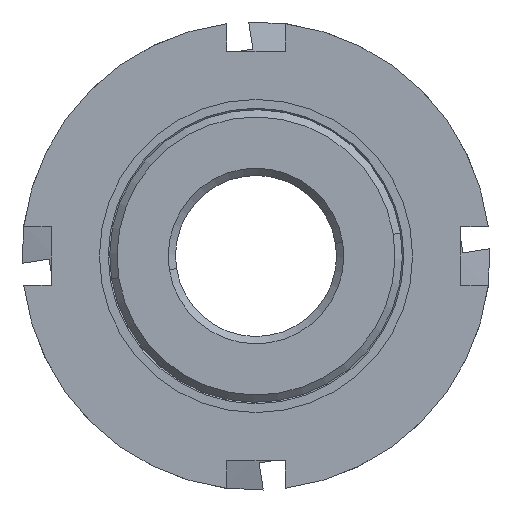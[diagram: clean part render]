
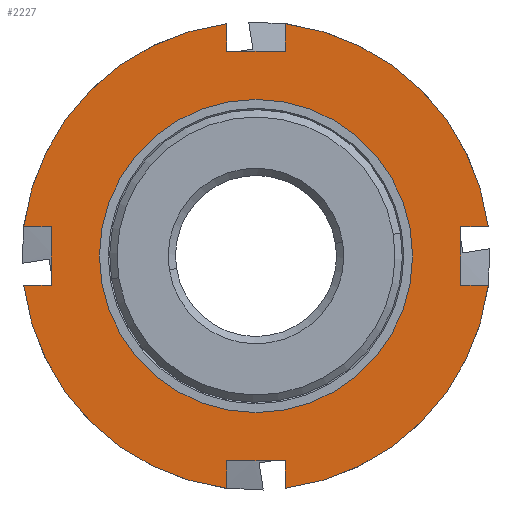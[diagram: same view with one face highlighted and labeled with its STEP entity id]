
A CAD part, front view. The second image highlights one B-rep face of the part: STEP entity #2227.
In plain terms, the highlighted planar face has unit normal (0, -1, 0).
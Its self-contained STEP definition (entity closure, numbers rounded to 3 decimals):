
#2 = CARTESIAN_POINT ( 'NONE',  ( 0., -10.269, 0. ) ) ;
#10 = CARTESIAN_POINT ( 'NONE',  ( 10.7, -10.269, -2. ) ) ;
#27 = LINE ( 'NONE', #1580, #1939 ) ;
#30 = EDGE_CURVE ( 'NONE', #536, #958, #690, .T. ) ;
#53 = VECTOR ( 'NONE', #593, 1000. ) ;
#100 = ORIENTED_EDGE ( 'NONE', *, *, #240, .T. ) ;
#132 = AXIS2_PLACEMENT_3D ( 'NONE', #2, #1571, #230 ) ;
#153 = DIRECTION ( 'NONE',  ( -1., 0., 0. ) ) ;
#155 = LINE ( 'NONE', #601, #581 ) ;
#156 = LINE ( 'NONE', #1273, #53 ) ;
#183 = CARTESIAN_POINT ( 'NONE',  ( -14., -10.269, 2. ) ) ;
#198 = LINE ( 'NONE', #2623, #1903 ) ;
#207 = EDGE_CURVE ( 'NONE', #1435, #753, #1873, .T. ) ;
#217 = CARTESIAN_POINT ( 'NONE',  ( -14., -10.269, 0. ) ) ;
#230 = DIRECTION ( 'NONE',  ( -1., 0., 0. ) ) ;
#240 = EDGE_CURVE ( 'NONE', #2195, #1127, #155, .T. ) ;
#277 = ORIENTED_EDGE ( 'NONE', *, *, #1202, .F. ) ;
#286 = DIRECTION ( 'NONE',  ( 0., 1., 0. ) ) ;
#306 = CARTESIAN_POINT ( 'NONE',  ( 10.7, -10.269, 0. ) ) ;
#307 = ORIENTED_EDGE ( 'NONE', *, *, #2357, .F. ) ;
#327 = DIRECTION ( 'NONE',  ( -1., 0., 0. ) ) ;
#344 = LINE ( 'NONE', #2401, #1630 ) ;
#434 = ORIENTED_EDGE ( 'NONE', *, *, #1869, .F. ) ;
#453 = VERTEX_POINT ( 'NONE', #1907 ) ;
#480 = FACE_OUTER_BOUND ( 'NONE', #1760, .T. ) ;
#488 = PLANE ( 'NONE',  #2657 ) ;
#501 = ORIENTED_EDGE ( 'NONE', *, *, #2307, .F. ) ;
#519 = ORIENTED_EDGE ( 'NONE', *, *, #2706, .T. ) ;
#536 = VERTEX_POINT ( 'NONE', #1302 ) ;
#549 = AXIS2_PLACEMENT_3D ( 'NONE', #2166, #1692, #153 ) ;
#568 = CARTESIAN_POINT ( 'NONE',  ( 14., -10.269, -2. ) ) ;
#576 = EDGE_CURVE ( 'NONE', #888, #788, #198, .T. ) ;
#581 = VECTOR ( 'NONE', #2602, 1000. ) ;
#582 = VECTOR ( 'NONE', #1160, 1000. ) ;
#590 = ORIENTED_EDGE ( 'NONE', *, *, #1901, .F. ) ;
#593 = DIRECTION ( 'NONE',  ( 0., 0., 1. ) ) ;
#601 = CARTESIAN_POINT ( 'NONE',  ( 10.7, -10.269, 2. ) ) ;
#612 = VECTOR ( 'NONE', #1733, 1000. ) ;
#622 = VECTOR ( 'NONE', #2032, 1000. ) ;
#639 = DIRECTION ( 'NONE',  ( -1., 0., 0. ) ) ;
#690 = LINE ( 'NONE', #2763, #1524 ) ;
#692 = CIRCLE ( 'NONE', #132, 16. ) ;
#753 = VERTEX_POINT ( 'NONE', #1830 ) ;
#788 = VERTEX_POINT ( 'NONE', #1359 ) ;
#868 = AXIS2_PLACEMENT_3D ( 'NONE', #2859, #1348, #1793 ) ;
#888 = VERTEX_POINT ( 'NONE', #2309 ) ;
#896 = DIRECTION ( 'NONE',  ( -1., 0., 0. ) ) ;
#902 = CIRCLE ( 'NONE', #1276, 16. ) ;
#958 = VERTEX_POINT ( 'NONE', #2760 ) ;
#979 = AXIS2_PLACEMENT_3D ( 'NONE', #1055, #2201, #639 ) ;
#988 = DIRECTION ( 'NONE',  ( 0., 1., 0. ) ) ;
#1035 = LINE ( 'NONE', #2736, #612 ) ;
#1055 = CARTESIAN_POINT ( 'NONE',  ( 0., -10.269, 0. ) ) ;
#1073 = ORIENTED_EDGE ( 'NONE', *, *, #2807, .F. ) ;
#1126 = DIRECTION ( 'NONE',  ( 0., 0., 1. ) ) ;
#1127 = VERTEX_POINT ( 'NONE', #2022 ) ;
#1137 = CARTESIAN_POINT ( 'NONE',  ( -2., -10.269, 0. ) ) ;
#1160 = DIRECTION ( 'NONE',  ( 1., 0., 0. ) ) ;
#1163 = EDGE_CURVE ( 'NONE', #788, #1257, #1494, .T. ) ;
#1169 = DIRECTION ( 'NONE',  ( -1., 0., 0. ) ) ;
#1198 = CARTESIAN_POINT ( 'NONE',  ( 0., -10.269, 0. ) ) ;
#1202 = EDGE_CURVE ( 'NONE', #536, #888, #1434, .T. ) ;
#1214 = EDGE_CURVE ( 'NONE', #2083, #2469, #2759, .T. ) ;
#1216 = VECTOR ( 'NONE', #896, 1000. ) ;
#1228 = EDGE_CURVE ( 'NONE', #2018, #1283, #27, .T. ) ;
#1257 = VERTEX_POINT ( 'NONE', #1637 ) ;
#1265 = VERTEX_POINT ( 'NONE', #1627 ) ;
#1273 = CARTESIAN_POINT ( 'NONE',  ( 2., -10.269, 0. ) ) ;
#1276 = AXIS2_PLACEMENT_3D ( 'NONE', #2766, #988, #327 ) ;
#1283 = VERTEX_POINT ( 'NONE', #2287 ) ;
#1302 = CARTESIAN_POINT ( 'NONE',  ( 2., -10.269, -14. ) ) ;
#1308 = ORIENTED_EDGE ( 'NONE', *, *, #2198, .F. ) ;
#1343 = DIRECTION ( 'NONE',  ( -1., 0., 0. ) ) ;
#1348 = DIRECTION ( 'NONE',  ( 0., 1., 0. ) ) ;
#1359 = CARTESIAN_POINT ( 'NONE',  ( -2., -10.269, -15.875 ) ) ;
#1400 = DIRECTION ( 'NONE',  ( -1., 0., 0. ) ) ;
#1420 = CIRCLE ( 'NONE', #979, 10.7 ) ;
#1426 = FACE_BOUND ( 'NONE', #2304, .T. ) ;
#1434 = LINE ( 'NONE', #1802, #1216 ) ;
#1435 = VERTEX_POINT ( 'NONE', #1899 ) ;
#1439 = VERTEX_POINT ( 'NONE', #568 ) ;
#1452 = DIRECTION ( 'NONE',  ( 0., 0., -1. ) ) ;
#1474 = ORIENTED_EDGE ( 'NONE', *, *, #2239, .F. ) ;
#1494 = CIRCLE ( 'NONE', #868, 16. ) ;
#1524 = VECTOR ( 'NONE', #1452, 1000. ) ;
#1571 = DIRECTION ( 'NONE',  ( 0., 1., 0. ) ) ;
#1580 = CARTESIAN_POINT ( 'NONE',  ( 10.7, -10.269, 2. ) ) ;
#1595 = LINE ( 'NONE', #217, #1698 ) ;
#1627 = CARTESIAN_POINT ( 'NONE',  ( -14., -10.269, -2. ) ) ;
#1628 = DIRECTION ( 'NONE',  ( -1., 0., 0. ) ) ;
#1630 = VECTOR ( 'NONE', #2845, 1000. ) ;
#1637 = CARTESIAN_POINT ( 'NONE',  ( -15.875, -10.269, -2. ) ) ;
#1680 = EDGE_CURVE ( 'NONE', #1265, #1257, #2728, .T. ) ;
#1692 = DIRECTION ( 'NONE',  ( 0., 1., 0. ) ) ;
#1698 = VECTOR ( 'NONE', #1126, 1000. ) ;
#1704 = LINE ( 'NONE', #2068, #582 ) ;
#1712 = CARTESIAN_POINT ( 'NONE',  ( 2., -10.269, 15.875 ) ) ;
#1733 = DIRECTION ( 'NONE',  ( 1., 0., 0. ) ) ;
#1748 = ORIENTED_EDGE ( 'NONE', *, *, #2598, .F. ) ;
#1760 = EDGE_LOOP ( 'NONE', ( #2802, #1073, #2025, #2463, #2116, #277, #2799, #1474, #590, #1748, #100, #307, #434, #501, #2666, #1308 ) ) ;
#1771 = DIRECTION ( 'NONE',  ( 0., 0., -1. ) ) ;
#1793 = DIRECTION ( 'NONE',  ( -1., 0., 0. ) ) ;
#1802 = CARTESIAN_POINT ( 'NONE',  ( 0., -10.269, -14. ) ) ;
#1830 = CARTESIAN_POINT ( 'NONE',  ( 10.7, -10.269, 0. ) ) ;
#1868 = VERTEX_POINT ( 'NONE', #1712 ) ;
#1869 = EDGE_CURVE ( 'NONE', #2738, #1868, #156, .T. ) ;
#1873 = CIRCLE ( 'NONE', #549, 10.7 ) ;
#1899 = CARTESIAN_POINT ( 'NONE',  ( -10.7, -10.269, 0. ) ) ;
#1901 = EDGE_CURVE ( 'NONE', #1439, #453, #1035, .T. ) ;
#1903 = VECTOR ( 'NONE', #1771, 1000. ) ;
#1907 = CARTESIAN_POINT ( 'NONE',  ( 15.875, -10.269, -2. ) ) ;
#1939 = VECTOR ( 'NONE', #1169, 1000. ) ;
#2002 = CARTESIAN_POINT ( 'NONE',  ( 14., -10.269, 2. ) ) ;
#2018 = VERTEX_POINT ( 'NONE', #183 ) ;
#2022 = CARTESIAN_POINT ( 'NONE',  ( 15.875, -10.269, 2. ) ) ;
#2025 = ORIENTED_EDGE ( 'NONE', *, *, #1680, .T. ) ;
#2032 = DIRECTION ( 'NONE',  ( 0., 0., 1. ) ) ;
#2068 = CARTESIAN_POINT ( 'NONE',  ( 0., -10.269, 14. ) ) ;
#2083 = VERTEX_POINT ( 'NONE', #2170 ) ;
#2116 = ORIENTED_EDGE ( 'NONE', *, *, #576, .F. ) ;
#2142 = CIRCLE ( 'NONE', #2842, 16. ) ;
#2147 = ORIENTED_EDGE ( 'NONE', *, *, #207, .T. ) ;
#2166 = CARTESIAN_POINT ( 'NONE',  ( 0., -10.269, 0. ) ) ;
#2170 = CARTESIAN_POINT ( 'NONE',  ( -2., -10.269, 14. ) ) ;
#2195 = VERTEX_POINT ( 'NONE', #2002 ) ;
#2198 = EDGE_CURVE ( 'NONE', #1283, #2469, #692, .T. ) ;
#2201 = DIRECTION ( 'NONE',  ( 0., 1., 0. ) ) ;
#2227 = ADVANCED_FACE ( 'NONE', ( #1426, #480 ), #488, .F. ) ;
#2239 = EDGE_CURVE ( 'NONE', #453, #958, #2142, .T. ) ;
#2287 = CARTESIAN_POINT ( 'NONE',  ( -15.875, -10.269, 2. ) ) ;
#2304 = EDGE_LOOP ( 'NONE', ( #2147, #519 ) ) ;
#2307 = EDGE_CURVE ( 'NONE', #2083, #2738, #1704, .T. ) ;
#2309 = CARTESIAN_POINT ( 'NONE',  ( -2., -10.269, -14. ) ) ;
#2344 = VECTOR ( 'NONE', #1343, 1000. ) ;
#2357 = EDGE_CURVE ( 'NONE', #1868, #1127, #902, .T. ) ;
#2401 = CARTESIAN_POINT ( 'NONE',  ( 14., -10.269, 0. ) ) ;
#2463 = ORIENTED_EDGE ( 'NONE', *, *, #1163, .F. ) ;
#2469 = VERTEX_POINT ( 'NONE', #2812 ) ;
#2514 = DIRECTION ( 'NONE',  ( 0., 1., 0. ) ) ;
#2598 = EDGE_CURVE ( 'NONE', #2195, #1439, #344, .T. ) ;
#2602 = DIRECTION ( 'NONE',  ( 1., 0., 0. ) ) ;
#2623 = CARTESIAN_POINT ( 'NONE',  ( -2., -10.269, 0. ) ) ;
#2657 = AXIS2_PLACEMENT_3D ( 'NONE', #306, #2514, #1400 ) ;
#2666 = ORIENTED_EDGE ( 'NONE', *, *, #1214, .T. ) ;
#2706 = EDGE_CURVE ( 'NONE', #753, #1435, #1420, .T. ) ;
#2728 = LINE ( 'NONE', #10, #2344 ) ;
#2736 = CARTESIAN_POINT ( 'NONE',  ( 10.7, -10.269, -2. ) ) ;
#2738 = VERTEX_POINT ( 'NONE', #2833 ) ;
#2759 = LINE ( 'NONE', #1137, #622 ) ;
#2760 = CARTESIAN_POINT ( 'NONE',  ( 2., -10.269, -15.875 ) ) ;
#2763 = CARTESIAN_POINT ( 'NONE',  ( 2., -10.269, 0. ) ) ;
#2766 = CARTESIAN_POINT ( 'NONE',  ( 0., -10.269, 0. ) ) ;
#2799 = ORIENTED_EDGE ( 'NONE', *, *, #30, .T. ) ;
#2802 = ORIENTED_EDGE ( 'NONE', *, *, #1228, .F. ) ;
#2807 = EDGE_CURVE ( 'NONE', #1265, #2018, #1595, .T. ) ;
#2812 = CARTESIAN_POINT ( 'NONE',  ( -2., -10.269, 15.875 ) ) ;
#2833 = CARTESIAN_POINT ( 'NONE',  ( 2., -10.269, 14. ) ) ;
#2842 = AXIS2_PLACEMENT_3D ( 'NONE', #1198, #286, #1628 ) ;
#2845 = DIRECTION ( 'NONE',  ( 0., 0., -1. ) ) ;
#2859 = CARTESIAN_POINT ( 'NONE',  ( 0., -10.269, 0. ) ) ;
